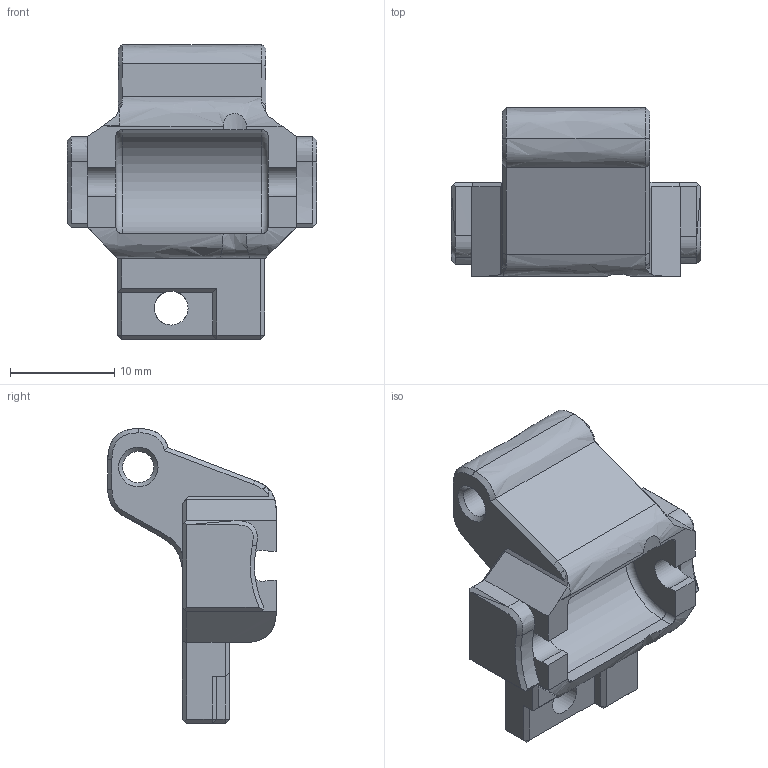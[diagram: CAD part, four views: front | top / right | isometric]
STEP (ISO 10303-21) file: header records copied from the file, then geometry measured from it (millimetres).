
FILE_DESCRIPTION(/* description */ ('STEP AP242','CAx-IF Rec.Pracs.---Representation and Presentation of Product Manufacturing Information (PMI)---4.0---2014-10-13','CAx-IF Rec.Pracs.---3D Tessellated Geometry---0.4---2014-09-14','2;1'),/* implementation_level */ '2;1');
FILE_NAME(/* name */ '62dcabb4bc980e43f4ac0e72',/* time_stamp */ '2022-07-24T02:17:24+00:00',/* author */ (''),/* organization */ (''),/* preprocessor_version */ 'ST-DEVELOPER v18.102',/* originating_system */ ' ',/* authorisation */ ' ');
FILE_SCHEMA (('AP242_MANAGED_MODEL_BASED_3D_ENGINEERING_MIM_LF { 1 0 10303 442 1 1 4 }'));
Length unit declared in the file: metre
Products named in the file (1): Guidler
Bounding box: 24 x 16.17 x 28.31 mm (x, y, z)
Volume: 3304.1 mm3; surface area: 2198 mm2
Topology: 1 solids, 1 shells, 132 faces, 340 edges, 209 vertices
Faces by surface type: plane 89, bspline 24, cylinder 12, cone 5, torus 2
Full cylindrical faces by diameter (mm): 3 x1, 3.25 x1
Entity records: 4530 total; most frequent: CARTESIAN_POINT 1554, ORIENTED_EDGE 666, DIRECTION 511, EDGE_CURVE 333, LINE 211, VECTOR 211, VERTEX_POINT 206, AXIS2_PLACEMENT_3D 150
